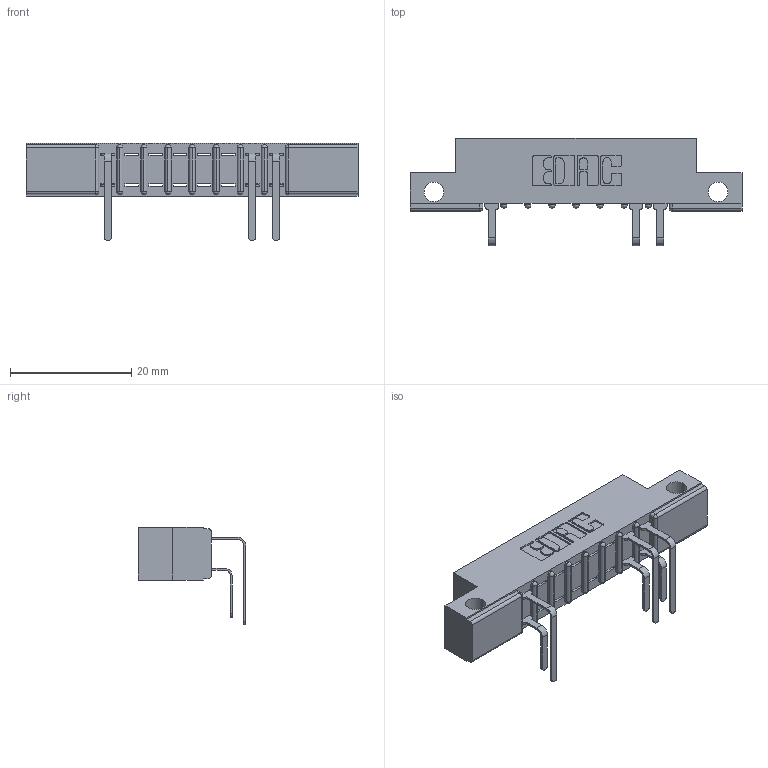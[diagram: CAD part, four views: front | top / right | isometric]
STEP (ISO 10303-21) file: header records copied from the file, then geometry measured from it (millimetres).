
FILE_DESCRIPTION (( 'STEP AP203' ), '1' );
FILE_NAME ('357-016-559-212.STEP', '2018-08-08T03:10:16', ( '' ), ( '' ), 'SwSTEP 2.0', 'SolidWorks 2016', '' );
FILE_SCHEMA (( 'CONFIG_CONTROL_DESIGN' ));
Length unit declared in the file: inch
Products named in the file (4): 307 Part_.128 Dia Side Mounting Holes; 307-290-001_558 559 - 1 (Single); 307-290-001_559 - 2 (Single); 357-016-559-212
Assembly tree (7 placements, depth 2):
  357-016-559-212
    307 Part_.128 Dia Side Mounting Holes
    307-290-001_558 559 - 1 (Single)  x3
    307-290-001_559 - 2 (Single)  x3
Bounding box: 54.71 x 17.69 x 16.08 mm (x, y, z)
Volume: 3401.5 mm3; surface area: 4524.7 mm2
Topology: 7 solids, 7 shells, 527 faces, 1495 edges, 962 vertices
Faces by surface type: plane 328, cylinder 181, sphere 18
Entity records: 12435 total; most frequent: CARTESIAN_POINT 2088, ORIENTED_EDGE 2074, DIRECTION 2049, EDGE_CURVE 1037, LINE 779, VECTOR 779, VERTEX_POINT 674, AXIS2_PLACEMENT_3D 635
